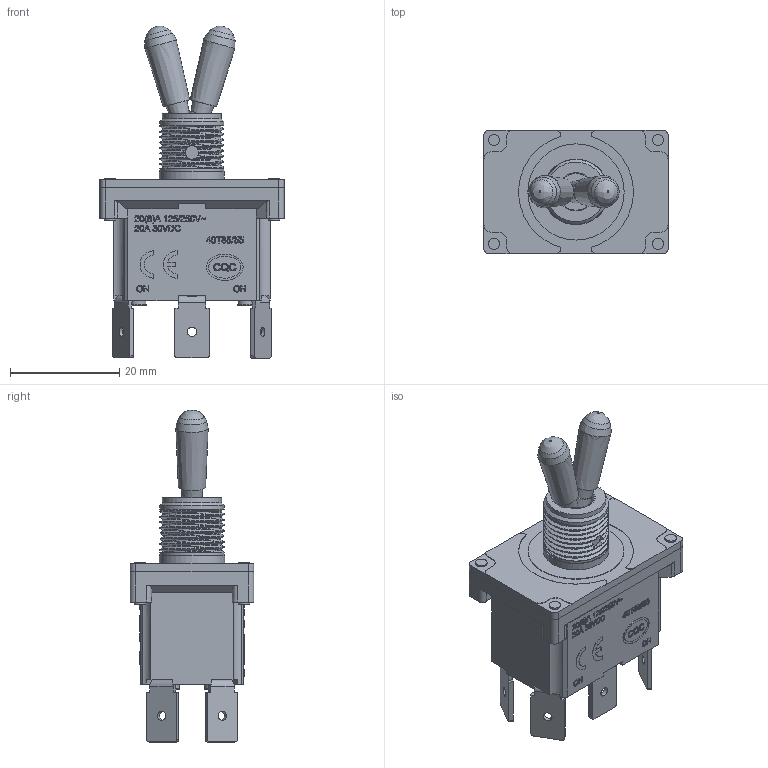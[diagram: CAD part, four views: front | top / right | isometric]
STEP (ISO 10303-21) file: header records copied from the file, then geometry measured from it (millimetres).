
FILE_DESCRIPTION(/* description */ ('Unknown'),/* implementation_level */ '2;1');
FILE_NAME(/* name */ '472231010110',/* time_stamp */ '2025-05-23T14:05:12+02:00',/* author */ ('Unknown'),/* organization */ ('Unknown'),/* preprocessor_version */ 'ST-DEVELOPER v19.4',/* originating_system */ 'Solid Edge',/* authorisation */ 'Unknown');
FILE_SCHEMA (('AUTOMOTIVE_DESIGN {1 0 10303 214 3 1 1}'));
Products named in the file (8): 472231010110; Thread_groß; Body_Pinwot_groß; Rubber; Actuator; blank_long; Pin without thread_kurz; Pin Fixer
Assembly tree (21 placements, depth 2):
  472231010110
    Thread_groß
    Body_Pinwot_groß
    Rubber
    Actuator  x2
    blank_long  x4
    Pin without thread_kurz  x6
    Pin Fixer  x6
Bounding box: 33.7 x 22.6 x 60.73 mm (x, y, z)
Volume: 15023.3 mm3; surface area: 9159.4 mm2
Topology: 21 solids, 21 shells, 1384 faces, 3523 edges, 2348 vertices
Faces by surface type: plane 992, bspline 217, cylinder 174, cone 1
Full cylindrical faces by diameter (mm): 1.7 x6, 1.8 x4, 2 x14, 2.1 x8, 2.496 x1, 2.5 x19, 3 x6, 6.7 x1, 7 x2, 17.6 x1
Entity records: 63254 total; most frequent: CARTESIAN_POINT 34346, ORIENTED_EDGE 5274, DIRECTION 3382, EDGE_CURVE 2637, VERTEX_POINT 1798, EDGE_LOOP 1301, FACE_BOUND 1301, B_SPLINE_CURVE_WITH_KNOTS 1193
